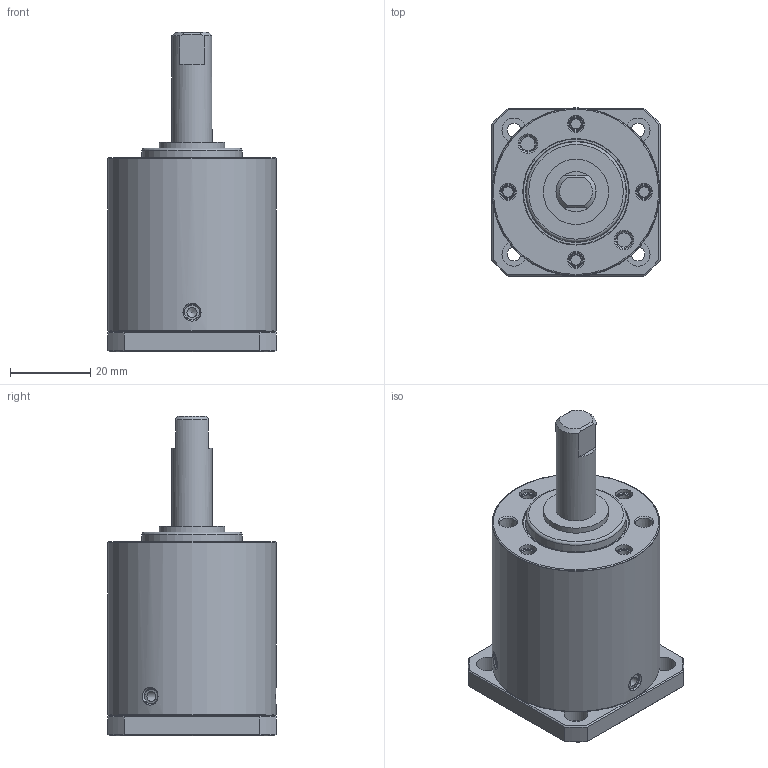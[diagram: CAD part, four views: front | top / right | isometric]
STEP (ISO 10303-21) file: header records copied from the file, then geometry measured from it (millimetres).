
FILE_DESCRIPTION(/* description */ (''),/* implementation_level */ '2;1');
FILE_NAME(/* name */ 'GPLK42-1_NEMA17.stp',/* time_stamp */ '2017-07-20T14:28:23+02:00',/* author */ ('knoll_j'),/* organization */ (''),/* preprocessor_version */ 'ST-DEVELOPER v16.5',/* originating_system */ 'Autodesk Inventor 2017',/* authorisation */ '');
FILE_SCHEMA (('AUTOMOTIVE_DESIGN { 1 0 10303 214 3 1 1 }'));
Length unit declared in the file: millimetre
Products named in the file (3): GPLK42-2_NEMA17; GPLK42-1; GZ-42-GPLK-GPLM-42
Assembly tree (2 placements, depth 2):
  GPLK42-2_NEMA17
    GPLK42-1
    GZ-42-GPLK-GPLM-42
Bounding box: 42 x 42 x 79.83 mm (x, y, z)
Volume: 66914.7 mm3; surface area: 22228.7 mm2
Topology: 8 solids, 8 shells, 184 faces, 374 edges, 230 vertices
Faces by surface type: plane 59, cylinder 52, cone 46, torus 27
Full cylindrical faces by diameter (mm): 2.5 x3, 3 x1, 3.4 x4, 3.98 x3, 4 x7, 4.2 x4, 4.5 x3, 6 x4, 8 x2, 10 x1, 16.3 x1, 17 x2, 22 x1, 25 x1, 26.6 x1, 34.6 x2, 37.13 x1, 37.33 x2, 37.333 x2, 37.8 x1, 37.83 x1, 42 x1
Entity records: 4483 total; most frequent: CARTESIAN_POINT 1000, DIRECTION 744, ORIENTED_EDGE 472, AXIS2_PLACEMENT_3D 355, EDGE_LOOP 342, EDGE_CURVE 236, VERTEX_POINT 204, FACE_OUTER_BOUND 184
